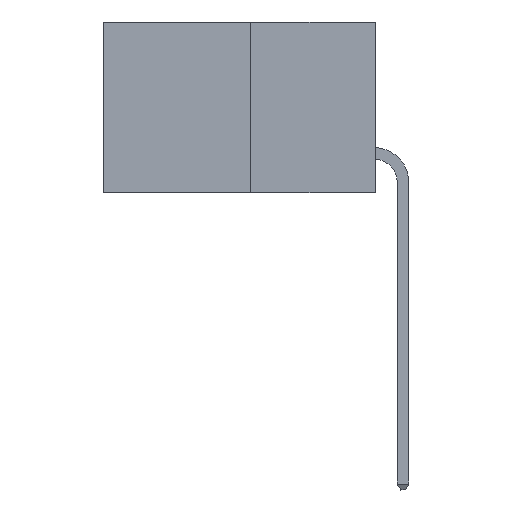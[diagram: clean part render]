
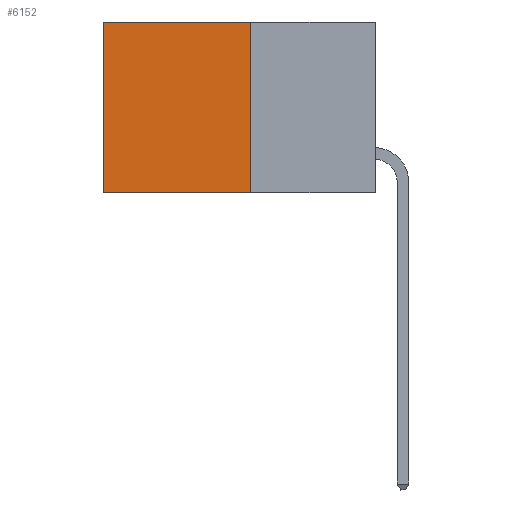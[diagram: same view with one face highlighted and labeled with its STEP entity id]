
A CAD part, left-side view. The second image highlights one B-rep face of the part: STEP entity #6152.
In plain terms, the highlighted planar face has unit normal (-1, 0, 0).
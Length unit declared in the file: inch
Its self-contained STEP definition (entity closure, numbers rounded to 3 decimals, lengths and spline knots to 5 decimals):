
#638 = CARTESIAN_POINT ( 'NONE',  ( 0.277, 0.59, -0.37 ) ) ;
#847 = LINE ( 'NONE', #21775, #14178 ) ;
#1575 = ORIENTED_EDGE ( 'NONE', *, *, #20945, .F. ) ;
#2041 = ORIENTED_EDGE ( 'NONE', *, *, #21037, .T. ) ;
#2484 = ORIENTED_EDGE ( 'NONE', *, *, #16450, .F. ) ;
#4667 = VERTEX_POINT ( 'NONE', #6051 ) ;
#5315 = EDGE_LOOP ( 'NONE', ( #2041, #1575, #2484, #5914 ) ) ;
#5730 = DIRECTION ( 'NONE',  ( 0., 0., -1. ) ) ;
#5817 = LINE ( 'NONE', #10610, #19535 ) ;
#5914 = ORIENTED_EDGE ( 'NONE', *, *, #10505, .T. ) ;
#6051 = CARTESIAN_POINT ( 'NONE',  ( 0.277, 0.27, -0.37 ) ) ;
#6152 = ADVANCED_FACE ( 'NONE', ( #19249 ), #8195, .F. ) ;
#7414 = VECTOR ( 'NONE', #12376, 39.37008 ) ;
#8088 = DIRECTION ( 'NONE',  ( 0., 0., -1. ) ) ;
#8133 = VECTOR ( 'NONE', #10460, 39.37008 ) ;
#8160 = DIRECTION ( 'NONE',  ( 1., 0., 0. ) ) ;
#8195 = PLANE ( 'NONE',  #17121 ) ;
#8521 = CARTESIAN_POINT ( 'NONE',  ( 0.277, 0.27, 0. ) ) ;
#10460 = DIRECTION ( 'NONE',  ( 0., 1., 0. ) ) ;
#10505 = EDGE_CURVE ( 'NONE', #19007, #15477, #13528, .T. ) ;
#10610 = CARTESIAN_POINT ( 'NONE',  ( 0.277, 0.27, -0.37 ) ) ;
#11907 = CARTESIAN_POINT ( 'NONE',  ( 0.277, 0.27, -0.37 ) ) ;
#12376 = DIRECTION ( 'NONE',  ( 0., 1., 0. ) ) ;
#13528 = LINE ( 'NONE', #8521, #8133 ) ;
#14178 = VECTOR ( 'NONE', #5730, 39.37008 ) ;
#15477 = VERTEX_POINT ( 'NONE', #18130 ) ;
#15960 = DIRECTION ( 'NONE',  ( 0., 0., -1. ) ) ;
#16144 = VERTEX_POINT ( 'NONE', #638 ) ;
#16249 = CARTESIAN_POINT ( 'NONE',  ( 0.277, 0.27, 0. ) ) ;
#16450 = EDGE_CURVE ( 'NONE', #19007, #4667, #5817, .T. ) ;
#16922 = LINE ( 'NONE', #22948, #7414 ) ;
#17121 = AXIS2_PLACEMENT_3D ( 'NONE', #11907, #8160, #8088 ) ;
#18130 = CARTESIAN_POINT ( 'NONE',  ( 0.277, 0.59, 0. ) ) ;
#19007 = VERTEX_POINT ( 'NONE', #16249 ) ;
#19249 = FACE_OUTER_BOUND ( 'NONE', #5315, .T. ) ;
#19535 = VECTOR ( 'NONE', #15960, 39.37008 ) ;
#20945 = EDGE_CURVE ( 'NONE', #4667, #16144, #16922, .T. ) ;
#21037 = EDGE_CURVE ( 'NONE', #15477, #16144, #847, .T. ) ;
#21775 = CARTESIAN_POINT ( 'NONE',  ( 0.277, 0.59, -0.37 ) ) ;
#22948 = CARTESIAN_POINT ( 'NONE',  ( 0.277, 0.27, -0.37 ) ) ;
